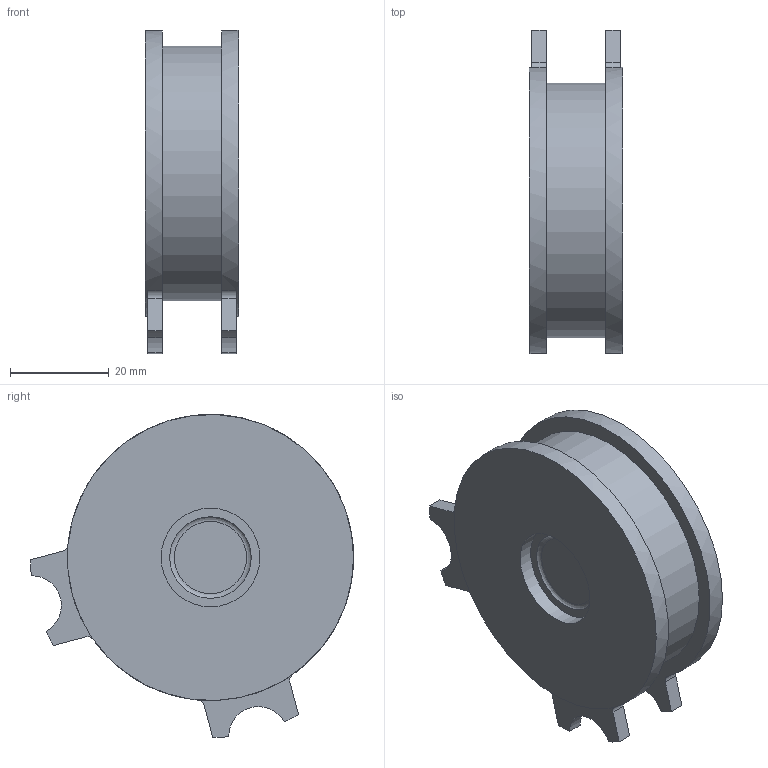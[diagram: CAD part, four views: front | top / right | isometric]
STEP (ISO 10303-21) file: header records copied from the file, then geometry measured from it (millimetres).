
FILE_DESCRIPTION(/* description */ ('Unknown'),/* implementation_level */ '2;1');
FILE_NAME(/* name */ 'WA-001-DN20',/* time_stamp */ '2024-07-23T08:58:12+08:00',/* author */ ('Unknown'),/* organization */ ('Unknown'),/* preprocessor_version */ 'ST-DEVELOPER v16.7',/* originating_system */ 'DEX',/* authorisation */ $);
FILE_SCHEMA (('AUTOMOTIVE_DESIGN {1 0 10303 214 3 1 1}'));
Length unit declared in the file: millimetre
Products named in the file (2): WA-001-DN20
Assembly tree (1 placements, depth 2):
  WA-001-DN20
    WA-001-DN20
Bounding box: 19 x 65.5 x 65.5 mm (x, y, z)
Volume: 19935.7 mm3; surface area: 16308.7 mm2
Topology: 1 solids, 1 shells, 86 faces, 228 edges, 152 vertices
Faces by surface type: plane 43, cylinder 34, torus 5, bspline 2, cone 2
Full cylindrical faces by diameter (mm): 7.849 x1, 14.111 x1, 20 x1, 26.902 x1, 46.346 x1, 51.656 x1, 58 x2
Entity records: 3994 total; most frequent: CARTESIAN_POINT 1795, DIRECTION 471, ORIENTED_EDGE 424, EDGE_CURVE 212, AXIS2_PLACEMENT_3D 186, VERTEX_POINT 148, EDGE_LOOP 114, FACE_BOUND 114
